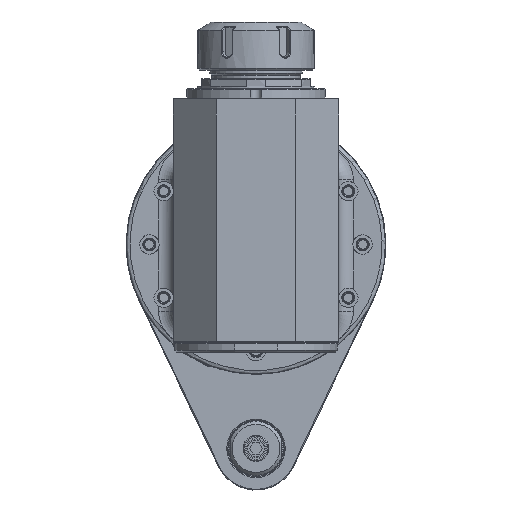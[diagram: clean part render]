
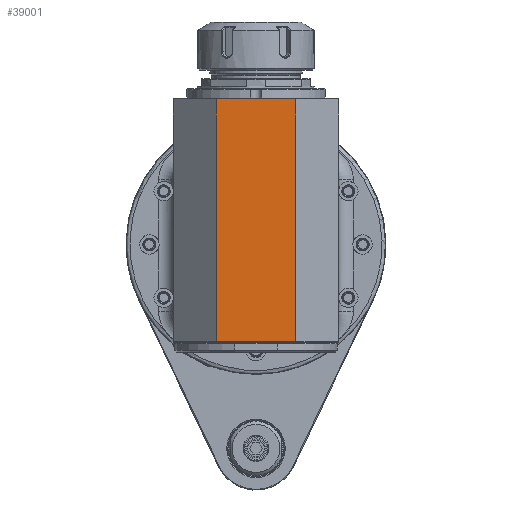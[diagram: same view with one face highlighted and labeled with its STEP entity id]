
A CAD part, front view. The second image highlights one B-rep face of the part: STEP entity #39001.
In plain terms, the highlighted planar face has unit normal (0, -1, 0).
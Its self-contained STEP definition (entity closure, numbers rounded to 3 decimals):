
#2654=LINE('',#63837,#5686);
#2658=LINE('',#63844,#5690);
#2659=LINE('',#63847,#5691);
#2660=LINE('',#63848,#5692);
#5686=VECTOR('',#47465,131.);
#5690=VECTOR('',#47473,43.);
#5691=VECTOR('',#47476,131.);
#5692=VECTOR('',#47477,43.);
#9385=FACE_OUTER_BOUND('',#11867,.T.);
#11867=EDGE_LOOP('',(#27775,#27776,#27777,#27778));
#16749=VERTEX_POINT('',#63831);
#16750=VERTEX_POINT('',#63835);
#16751=VERTEX_POINT('',#63842);
#16752=VERTEX_POINT('',#63846);
#20927=EDGE_CURVE('',#16749,#16750,#2654,.T.);
#20931=EDGE_CURVE('',#16750,#16751,#2658,.T.);
#20932=EDGE_CURVE('',#16751,#16752,#2659,.T.);
#20933=EDGE_CURVE('',#16752,#16749,#2660,.T.);
#27775=ORIENTED_EDGE('',*,*,#20931,.T.);
#27776=ORIENTED_EDGE('',*,*,#20932,.T.);
#27777=ORIENTED_EDGE('',*,*,#20933,.T.);
#27778=ORIENTED_EDGE('',*,*,#20927,.T.);
#37811=PLANE('',#41881);
#39001=ADVANCED_FACE('',(#9385),#37811,.F.);
#41881=AXIS2_PLACEMENT_3D('',#63845,#47474,#47475);
#47465=DIRECTION('',(0.,0.,1.));
#47473=DIRECTION('',(-1.,0.,0.));
#47474=DIRECTION('center_axis',(0.,1.,0.));
#47475=DIRECTION('ref_axis',(1.,0.,0.));
#47476=DIRECTION('',(0.,0.,-1.));
#47477=DIRECTION('',(1.,0.,0.));
#63831=CARTESIAN_POINT('',(21.5,-330.,-52.5));
#63835=CARTESIAN_POINT('',(21.5,-330.,78.5));
#63837=CARTESIAN_POINT('',(21.5,-330.,-52.5));
#63842=CARTESIAN_POINT('',(-21.5,-330.,78.5));
#63844=CARTESIAN_POINT('',(21.5,-330.,78.5));
#63845=CARTESIAN_POINT('Origin',(0.,-330.,0.));
#63846=CARTESIAN_POINT('',(-21.5,-330.,-52.5));
#63847=CARTESIAN_POINT('',(-21.5,-330.,78.5));
#63848=CARTESIAN_POINT('',(-21.5,-330.,-52.5));
